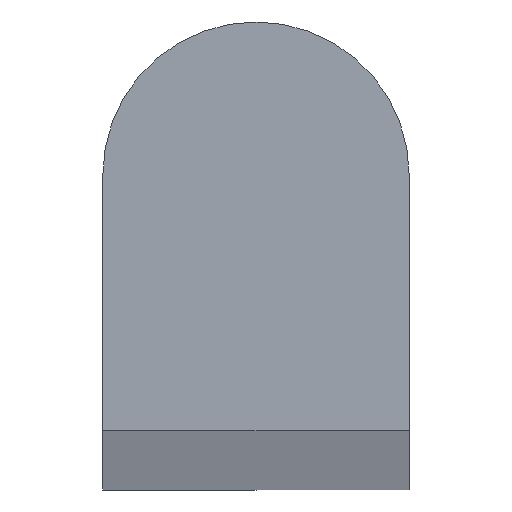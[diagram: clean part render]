
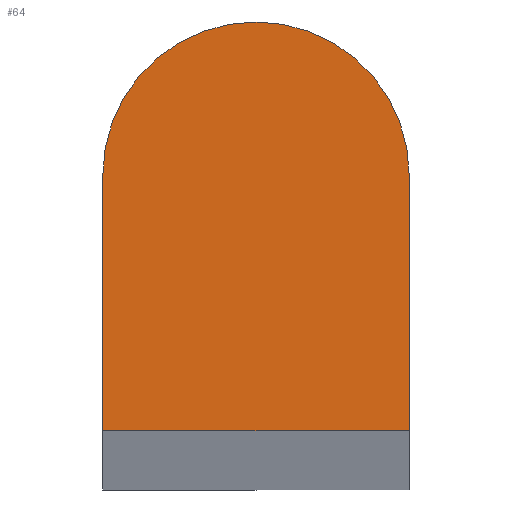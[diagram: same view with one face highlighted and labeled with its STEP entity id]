
A CAD part, top view. The second image highlights one B-rep face of the part: STEP entity #64.
In plain terms, the highlighted planar face has unit normal (0, 0, 1).
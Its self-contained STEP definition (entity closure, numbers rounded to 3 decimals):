
#7 = VECTOR ( 'NONE', #144, 1000. ) ;
#10 = FACE_OUTER_BOUND ( 'NONE', #195, .T. ) ;
#17 = VECTOR ( 'NONE', #236, 1000. ) ;
#29 = AXIS2_PLACEMENT_3D ( 'NONE', #173, #162, #161 ) ;
#38 = VECTOR ( 'NONE', #183, 1000. ) ;
#47 = AXIS2_PLACEMENT_3D ( 'NONE', #176, #219, #182 ) ;
#51 = CIRCLE ( 'NONE', #47, 4.5 ) ;
#64 = ADVANCED_FACE ( 'NONE', ( #10 ), #211, .T. ) ;
#71 = EDGE_CURVE ( 'NONE', #147, #172, #151, .T. ) ;
#82 = EDGE_CURVE ( 'NONE', #225, #186, #51, .T. ) ;
#83 = EDGE_CURVE ( 'NONE', #186, #147, #174, .T. ) ;
#87 = EDGE_CURVE ( 'NONE', #172, #225, #134, .T. ) ;
#121 = CARTESIAN_POINT ( 'NONE',  ( 4.5, 7.5, 500. ) ) ;
#125 = CARTESIAN_POINT ( 'NONE',  ( -4.5, 7.5, 500. ) ) ;
#127 = CARTESIAN_POINT ( 'NONE',  ( 4.5, 0., 500. ) ) ;
#130 = CARTESIAN_POINT ( 'NONE',  ( -4.5, 0., 500. ) ) ;
#134 = LINE ( 'NONE', #136, #7 ) ;
#136 = CARTESIAN_POINT ( 'NONE',  ( 4.5, 0., 500. ) ) ;
#144 = DIRECTION ( 'NONE',  ( 0., 1., 0. ) ) ;
#147 = VERTEX_POINT ( 'NONE', #130 ) ;
#151 = LINE ( 'NONE', #152, #17 ) ;
#152 = CARTESIAN_POINT ( 'NONE',  ( -4.5, 0., 500. ) ) ;
#161 = DIRECTION ( 'NONE',  ( 1., 0., 0. ) ) ;
#162 = DIRECTION ( 'NONE',  ( 0., 0., 1. ) ) ;
#171 = ORIENTED_EDGE ( 'NONE', *, *, #87, .T. ) ;
#172 = VERTEX_POINT ( 'NONE', #127 ) ;
#173 = CARTESIAN_POINT ( 'NONE',  ( 0., 7.5, 500. ) ) ;
#174 = LINE ( 'NONE', #239, #38 ) ;
#176 = CARTESIAN_POINT ( 'NONE',  ( 0., 7.5, 500. ) ) ;
#182 = DIRECTION ( 'NONE',  ( 1., 0., 0. ) ) ;
#183 = DIRECTION ( 'NONE',  ( 0., -1., 0. ) ) ;
#186 = VERTEX_POINT ( 'NONE', #125 ) ;
#194 = ORIENTED_EDGE ( 'NONE', *, *, #71, .T. ) ;
#195 = EDGE_LOOP ( 'NONE', ( #216, #194, #171, #196 ) ) ;
#196 = ORIENTED_EDGE ( 'NONE', *, *, #82, .T. ) ;
#211 = PLANE ( 'NONE',  #29 ) ;
#216 = ORIENTED_EDGE ( 'NONE', *, *, #83, .T. ) ;
#219 = DIRECTION ( 'NONE',  ( 0., 0., 1. ) ) ;
#225 = VERTEX_POINT ( 'NONE', #121 ) ;
#236 = DIRECTION ( 'NONE',  ( 1., 0., 0. ) ) ;
#239 = CARTESIAN_POINT ( 'NONE',  ( -4.5, 0., 500. ) ) ;
